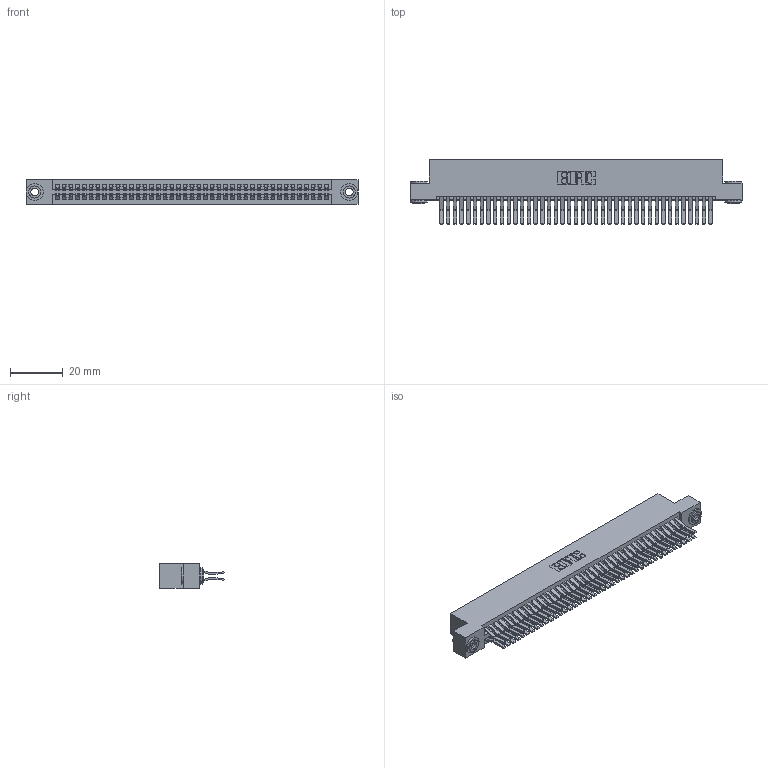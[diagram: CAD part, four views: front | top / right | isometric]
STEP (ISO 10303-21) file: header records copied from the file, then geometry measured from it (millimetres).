
FILE_DESCRIPTION (( 'STEP AP203' ), '1' );
FILE_NAME ('395-082-560-203.STEP', '2018-11-28T10:22:47', ( '' ), ( '' ), 'SwSTEP 2.0', 'SolidWorks 2016', '' );
FILE_SCHEMA (( 'CONFIG_CONTROL_DESIGN' ));
Length unit declared in the file: inch
Products named in the file (4): 345-250-002_345-250-002-102; 345 Part_Flush Mounting Lugs - 0.156 Dia-TH; 345-292-001_560 Tail; 395-082-560-203
Assembly tree (85 placements, depth 2):
  395-082-560-203
    345 Part_Flush Mounting Lugs - 0.156 Dia-TH
    345-292-001_560 Tail  x82
    345-250-002_345-250-002-102  x2
Bounding box: 125.35 x 24.45 x 9.4 mm (x, y, z)
Volume: 12724.1 mm3; surface area: 20376.3 mm2
Topology: 85 solids, 85 shells, 4428 faces, 13127 edges, 8638 vertices
Faces by surface type: plane 2796, cylinder 1624, cone 8
Entity records: 33042 total; most frequent: CARTESIAN_POINT 5515, ORIENTED_EDGE 5442, DIRECTION 4899, EDGE_CURVE 2721, LINE 2397, VECTOR 2397, VERTEX_POINT 1810, AXIS2_PLACEMENT_3D 1251
